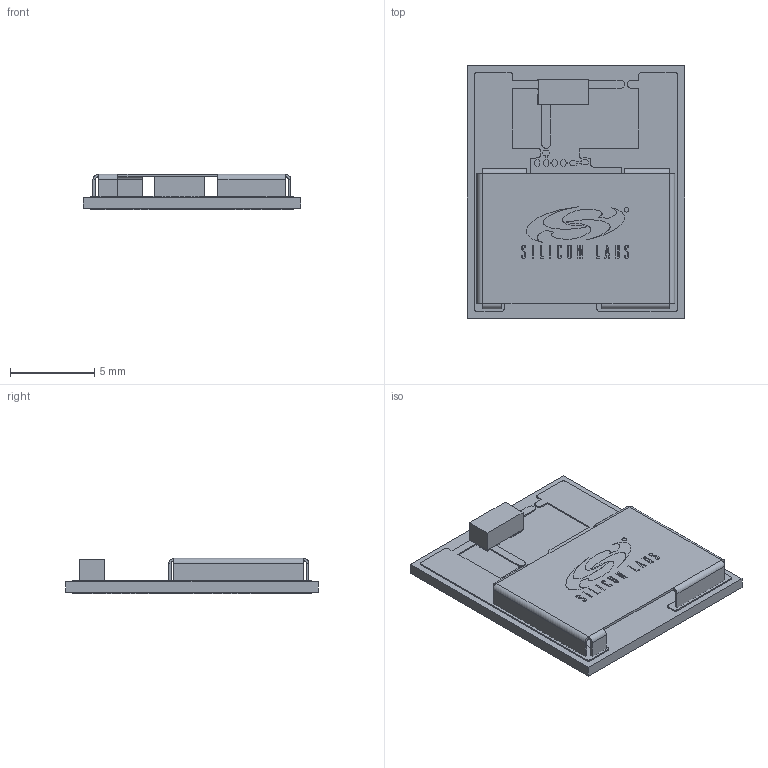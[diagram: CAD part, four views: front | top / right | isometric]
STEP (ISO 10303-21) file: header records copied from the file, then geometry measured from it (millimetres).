
FILE_DESCRIPTION(/* description */ (''),/* implementation_level */ '2;1');
FILE_NAME(/* name */ 'xGM220P v2.step',/* time_stamp */ '2023-01-05T14:36:01Z',/* author */ (''),/* organization */ (''),/* preprocessor_version */ 'ST-DEVELOPER v19.2',/* originating_system */ 'Autodesk Translation Framework v11.17.0.187',/* authorisation */ '');
FILE_SCHEMA (('AUTOMOTIVE_DESIGN { 1 0 10303 214 3 1 1 }'));
Length unit declared in the file: millimetre
Products named in the file (2): xGM220P; BGM220P
Assembly tree (1 placements, depth 2):
  xGM220P
    BGM220P
Bounding box: 12.9 x 15 x 2.1 mm (x, y, z)
Volume: 163.4 mm3; surface area: 1096 mm2
Topology: 53 solids, 53 shells, 865 faces, 2229 edges, 1470 vertices
Faces by surface type: plane 695, cylinder 103, bspline 67
Entity records: 26284 total; most frequent: CARTESIAN_POINT 5214, ORIENTED_EDGE 4458, DIRECTION 4011, EDGE_CURVE 2229, LINE 1889, VECTOR 1889, VERTEX_POINT 1470, AXIS2_PLACEMENT_3D 1061
